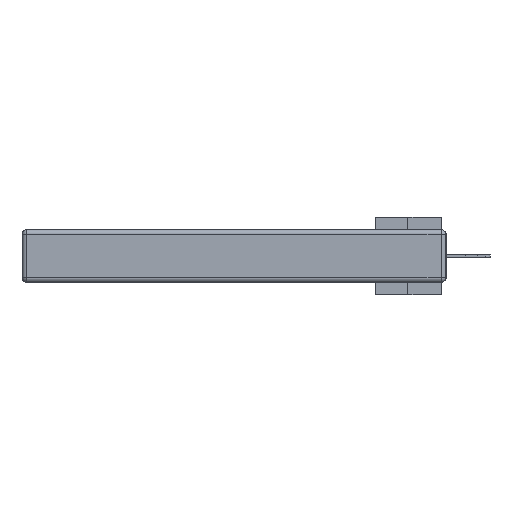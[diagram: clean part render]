
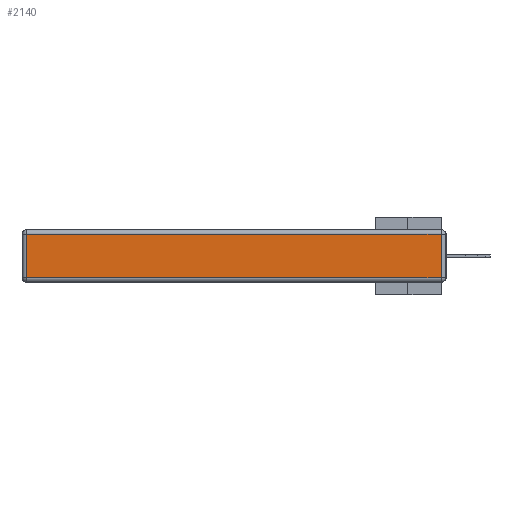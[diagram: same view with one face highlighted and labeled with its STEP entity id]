
A CAD part, left-side view. The second image highlights one B-rep face of the part: STEP entity #2140.
In plain terms, the highlighted planar face has unit normal (-1, 0, 0).
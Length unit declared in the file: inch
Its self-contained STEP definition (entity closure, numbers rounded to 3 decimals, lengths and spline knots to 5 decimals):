
#133 = CARTESIAN_POINT ( 'NONE',  ( 0., 2.72, -0.313 ) ) ;
#2140 = ADVANCED_FACE ( 'NONE', ( #10971 ), #30818, .T. ) ;
#2326 = CARTESIAN_POINT ( 'NONE',  ( 0., 2.75, -0.03 ) ) ;
#2690 = CARTESIAN_POINT ( 'NONE',  ( 0., 2.72, -0.03 ) ) ;
#4930 = EDGE_LOOP ( 'NONE', ( #14318, #19669, #12018, #30164 ) ) ;
#5078 = VECTOR ( 'NONE', #20629, 39.37008 ) ;
#5207 = EDGE_CURVE ( 'NONE', #29105, #19824, #22866, .T. ) ;
#5381 = VECTOR ( 'NONE', #31484, 39.37008 ) ;
#6692 = EDGE_CURVE ( 'NONE', #26164, #26130, #13921, .T. ) ;
#7758 = VECTOR ( 'NONE', #26222, 39.37008 ) ;
#9077 = CARTESIAN_POINT ( 'NONE',  ( 0., 0.03, -0.343 ) ) ;
#10971 = FACE_OUTER_BOUND ( 'NONE', #4930, .T. ) ;
#11737 = EDGE_CURVE ( 'NONE', #26130, #29105, #21712, .T. ) ;
#12018 = ORIENTED_EDGE ( 'NONE', *, *, #11737, .T. ) ;
#12053 = LINE ( 'NONE', #21804, #14847 ) ;
#13553 = DIRECTION ( 'NONE',  ( 0., 0., 1. ) ) ;
#13921 = LINE ( 'NONE', #9077, #7758 ) ;
#14318 = ORIENTED_EDGE ( 'NONE', *, *, #15862, .T. ) ;
#14847 = VECTOR ( 'NONE', #29176, 39.37008 ) ;
#15862 = EDGE_CURVE ( 'NONE', #19824, #26164, #12053, .T. ) ;
#19669 = ORIENTED_EDGE ( 'NONE', *, *, #6692, .T. ) ;
#19824 = VERTEX_POINT ( 'NONE', #133 ) ;
#20629 = DIRECTION ( 'NONE',  ( 0., 0., -1. ) ) ;
#20723 = AXIS2_PLACEMENT_3D ( 'NONE', #25530, #20728, #13553 ) ;
#20728 = DIRECTION ( 'NONE',  ( -1., 0., 0. ) ) ;
#21712 = LINE ( 'NONE', #2326, #5381 ) ;
#21804 = CARTESIAN_POINT ( 'NONE',  ( 0., 0., -0.313 ) ) ;
#22069 = CARTESIAN_POINT ( 'NONE',  ( 0., 0.03, -0.03 ) ) ;
#22866 = LINE ( 'NONE', #23182, #5078 ) ;
#23014 = CARTESIAN_POINT ( 'NONE',  ( 0., 0.03, -0.313 ) ) ;
#23182 = CARTESIAN_POINT ( 'NONE',  ( 0., 2.72, -0.343 ) ) ;
#25530 = CARTESIAN_POINT ( 'NONE',  ( 0., 0., -0.343 ) ) ;
#26130 = VERTEX_POINT ( 'NONE', #22069 ) ;
#26164 = VERTEX_POINT ( 'NONE', #23014 ) ;
#26222 = DIRECTION ( 'NONE',  ( 0., 0., 1. ) ) ;
#29105 = VERTEX_POINT ( 'NONE', #2690 ) ;
#29176 = DIRECTION ( 'NONE',  ( 0., -1., 0. ) ) ;
#30164 = ORIENTED_EDGE ( 'NONE', *, *, #5207, .T. ) ;
#30818 = PLANE ( 'NONE',  #20723 ) ;
#31484 = DIRECTION ( 'NONE',  ( 0., 1., 0. ) ) ;
